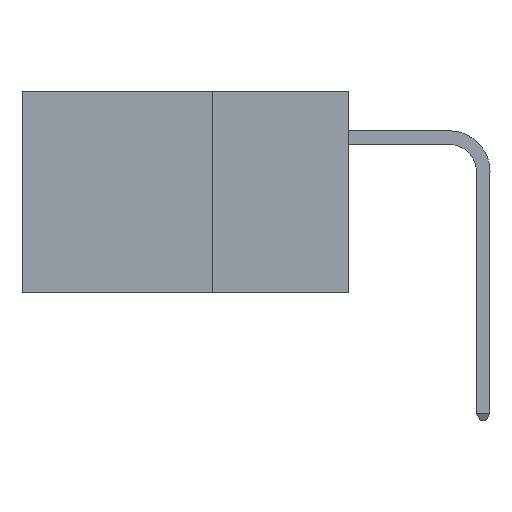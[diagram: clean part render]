
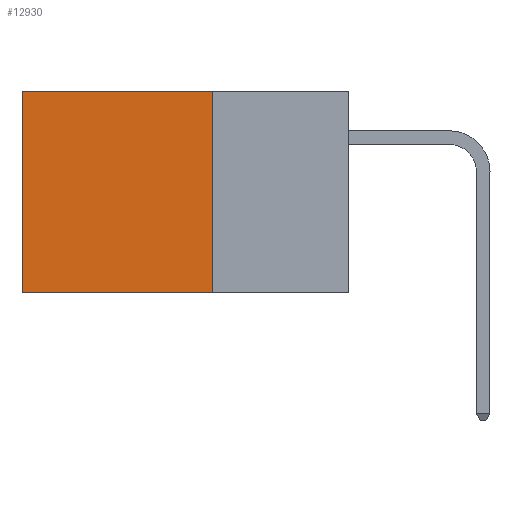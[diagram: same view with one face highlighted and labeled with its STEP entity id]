
A CAD part, left-side view. The second image highlights one B-rep face of the part: STEP entity #12930.
In plain terms, the highlighted planar face has unit normal (-1, 0, 0).
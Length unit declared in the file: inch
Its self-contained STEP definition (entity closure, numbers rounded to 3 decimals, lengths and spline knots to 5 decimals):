
#10 = CARTESIAN_POINT ( 'NONE',  ( 0.2875, 0.25, 0. ) ) ;
#261 = DIRECTION ( 'NONE',  ( 0., 0., -1. ) ) ;
#3145 = VECTOR ( 'NONE', #22183, 39.37008 ) ;
#3604 = ORIENTED_EDGE ( 'NONE', *, *, #13083, .T. ) ;
#4037 = VERTEX_POINT ( 'NONE', #7964 ) ;
#4769 = LINE ( 'NONE', #24149, #3145 ) ;
#5121 = ORIENTED_EDGE ( 'NONE', *, *, #11328, .F. ) ;
#7964 = CARTESIAN_POINT ( 'NONE',  ( 0.2875, 0.25, -0.37 ) ) ;
#8028 = FACE_OUTER_BOUND ( 'NONE', #22270, .T. ) ;
#8328 = CARTESIAN_POINT ( 'NONE',  ( 0.2875, 0.25, 0. ) ) ;
#9349 = AXIS2_PLACEMENT_3D ( 'NONE', #8328, #12614, #10396 ) ;
#10396 = DIRECTION ( 'NONE',  ( 0., 0., -1. ) ) ;
#10532 = CARTESIAN_POINT ( 'NONE',  ( 0.2875, 0.25, 0. ) ) ;
#11328 = EDGE_CURVE ( 'NONE', #18880, #4037, #21079, .T. ) ;
#11769 = ORIENTED_EDGE ( 'NONE', *, *, #25379, .F. ) ;
#11953 = CARTESIAN_POINT ( 'NONE',  ( 0.2875, 0.6, -0.37 ) ) ;
#12614 = DIRECTION ( 'NONE',  ( 1., 0., 0. ) ) ;
#12804 = CARTESIAN_POINT ( 'NONE',  ( 0.2875, 0.25, 0. ) ) ;
#12930 = ADVANCED_FACE ( 'NONE', ( #8028 ), #18813, .F. ) ;
#12946 = VERTEX_POINT ( 'NONE', #14682 ) ;
#13083 = EDGE_CURVE ( 'NONE', #18880, #12946, #20616, .T. ) ;
#14229 = VECTOR ( 'NONE', #261, 39.37008 ) ;
#14654 = DIRECTION ( 'NONE',  ( 0., 1., 0. ) ) ;
#14682 = CARTESIAN_POINT ( 'NONE',  ( 0.2875, 0.6, 0. ) ) ;
#15028 = VECTOR ( 'NONE', #14654, 39.37008 ) ;
#16777 = CARTESIAN_POINT ( 'NONE',  ( 0.2875, 0.25, -0.37 ) ) ;
#18813 = PLANE ( 'NONE',  #9349 ) ;
#18880 = VERTEX_POINT ( 'NONE', #10 ) ;
#19078 = DIRECTION ( 'NONE',  ( 0., 1., 0. ) ) ;
#19330 = LINE ( 'NONE', #16777, #15028 ) ;
#20616 = LINE ( 'NONE', #12804, #20926 ) ;
#20926 = VECTOR ( 'NONE', #19078, 39.37008 ) ;
#21079 = LINE ( 'NONE', #10532, #14229 ) ;
#22183 = DIRECTION ( 'NONE',  ( 0., 0., -1. ) ) ;
#22270 = EDGE_LOOP ( 'NONE', ( #22592, #11769, #5121, #3604 ) ) ;
#22592 = ORIENTED_EDGE ( 'NONE', *, *, #24713, .T. ) ;
#22633 = VERTEX_POINT ( 'NONE', #11953 ) ;
#24149 = CARTESIAN_POINT ( 'NONE',  ( 0.2875, 0.6, 0. ) ) ;
#24713 = EDGE_CURVE ( 'NONE', #12946, #22633, #4769, .T. ) ;
#25379 = EDGE_CURVE ( 'NONE', #4037, #22633, #19330, .T. ) ;
